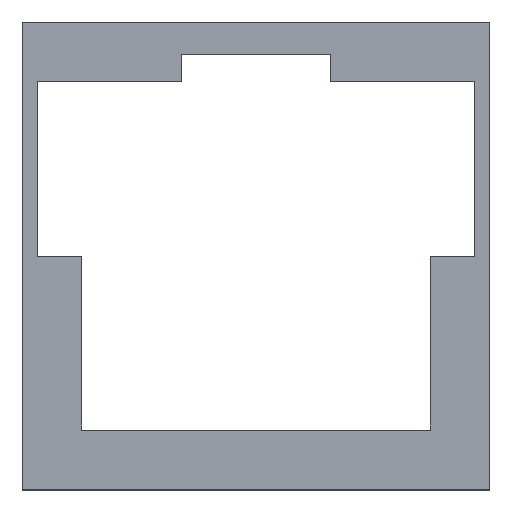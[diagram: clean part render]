
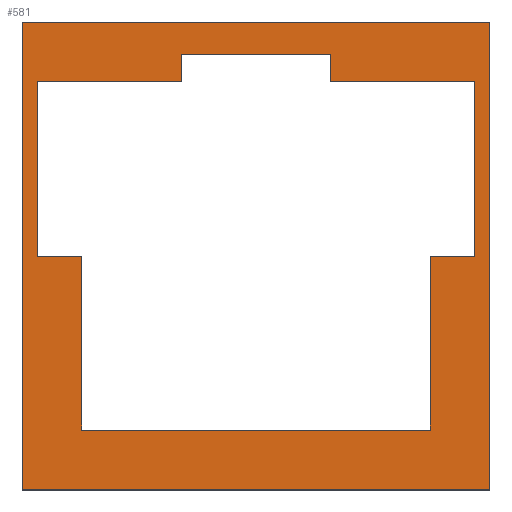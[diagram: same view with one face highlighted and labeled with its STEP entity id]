
A CAD part, top view. The second image highlights one B-rep face of the part: STEP entity #581.
In plain terms, the highlighted planar face has unit normal (0, 0, 1).
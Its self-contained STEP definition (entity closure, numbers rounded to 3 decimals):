
#159 = EDGE_CURVE('',#160,#162,#164,.T.);
#160 = VERTEX_POINT('',#161);
#161 = CARTESIAN_POINT('',(6.975,-0.025,0.));
#162 = VERTEX_POINT('',#163);
#163 = CARTESIAN_POINT('',(6.975,-6.975,0.));
#164 = LINE('',#165,#166);
#165 = CARTESIAN_POINT('',(6.975,-3.5,0.));
#166 = VECTOR('',#167,1.);
#167 = DIRECTION('',(0.,-1.,0.));
#190 = EDGE_CURVE('',#162,#191,#193,.T.);
#191 = VERTEX_POINT('',#192);
#192 = CARTESIAN_POINT('',(-6.975,-6.975,0.));
#193 = LINE('',#194,#195);
#194 = CARTESIAN_POINT('',(0.,-6.975,0.));
#195 = VECTOR('',#196,1.);
#196 = DIRECTION('',(-1.,0.,0.));
#214 = EDGE_CURVE('',#215,#191,#217,.T.);
#215 = VERTEX_POINT('',#216);
#216 = CARTESIAN_POINT('',(-6.975,-0.025,0.));
#217 = LINE('',#218,#219);
#218 = CARTESIAN_POINT('',(-6.975,-3.5,0.));
#219 = VECTOR('',#220,1.);
#220 = DIRECTION('',(0.,-1.,0.));
#238 = EDGE_CURVE('',#239,#215,#241,.T.);
#239 = VERTEX_POINT('',#240);
#240 = CARTESIAN_POINT('',(-8.775,-0.025,0.));
#241 = LINE('',#242,#243);
#242 = CARTESIAN_POINT('',(-7.875,-0.025,0.));
#243 = VECTOR('',#244,1.);
#244 = DIRECTION('',(1.,0.,0.));
#262 = EDGE_CURVE('',#263,#239,#265,.T.);
#263 = VERTEX_POINT('',#264);
#264 = CARTESIAN_POINT('',(-8.775,6.975,0.));
#265 = LINE('',#266,#267);
#266 = CARTESIAN_POINT('',(-8.775,3.475,0.));
#267 = VECTOR('',#268,1.);
#268 = DIRECTION('',(0.,-1.,0.));
#286 = EDGE_CURVE('',#287,#263,#289,.T.);
#287 = VERTEX_POINT('',#288);
#288 = CARTESIAN_POINT('',(-3.,6.975,0.));
#289 = LINE('',#290,#291);
#290 = CARTESIAN_POINT('',(-5.888,6.975,0.));
#291 = VECTOR('',#292,1.);
#292 = DIRECTION('',(-1.,0.,0.));
#310 = EDGE_CURVE('',#311,#287,#313,.T.);
#311 = VERTEX_POINT('',#312);
#312 = CARTESIAN_POINT('',(-3.,8.075,0.));
#313 = LINE('',#314,#315);
#314 = CARTESIAN_POINT('',(-3.,7.525,0.));
#315 = VECTOR('',#316,1.);
#316 = DIRECTION('',(0.,-1.,0.));
#334 = EDGE_CURVE('',#311,#335,#337,.T.);
#335 = VERTEX_POINT('',#336);
#336 = CARTESIAN_POINT('',(3.,8.075,0.));
#337 = LINE('',#338,#339);
#338 = CARTESIAN_POINT('',(0.,8.075,0.));
#339 = VECTOR('',#340,1.);
#340 = DIRECTION('',(1.,0.,0.));
#358 = EDGE_CURVE('',#335,#359,#361,.T.);
#359 = VERTEX_POINT('',#360);
#360 = CARTESIAN_POINT('',(3.,6.975,0.));
#361 = LINE('',#362,#363);
#362 = CARTESIAN_POINT('',(3.,7.525,0.));
#363 = VECTOR('',#364,1.);
#364 = DIRECTION('',(0.,-1.,0.));
#382 = EDGE_CURVE('',#359,#383,#385,.T.);
#383 = VERTEX_POINT('',#384);
#384 = CARTESIAN_POINT('',(8.775,6.975,0.));
#385 = LINE('',#386,#387);
#386 = CARTESIAN_POINT('',(5.888,6.975,0.));
#387 = VECTOR('',#388,1.);
#388 = DIRECTION('',(1.,0.,0.));
#406 = EDGE_CURVE('',#383,#407,#409,.T.);
#407 = VERTEX_POINT('',#408);
#408 = CARTESIAN_POINT('',(8.775,-0.025,0.));
#409 = LINE('',#410,#411);
#410 = CARTESIAN_POINT('',(8.775,3.475,0.));
#411 = VECTOR('',#412,1.);
#412 = DIRECTION('',(0.,-1.,0.));
#430 = EDGE_CURVE('',#431,#433,#435,.T.);
#431 = VERTEX_POINT('',#432);
#432 = CARTESIAN_POINT('',(9.375,-9.375,0.));
#433 = VERTEX_POINT('',#434);
#434 = CARTESIAN_POINT('',(-9.375,-9.375,0.));
#435 = LINE('',#436,#437);
#436 = CARTESIAN_POINT('',(0.,-9.375,0.));
#437 = VECTOR('',#438,1.);
#438 = DIRECTION('',(-1.,0.,0.));
#470 = EDGE_CURVE('',#431,#471,#473,.T.);
#471 = VERTEX_POINT('',#472);
#472 = CARTESIAN_POINT('',(9.375,9.375,0.));
#473 = LINE('',#474,#475);
#474 = CARTESIAN_POINT('',(9.375,0.,0.));
#475 = VECTOR('',#476,1.);
#476 = DIRECTION('',(0.,1.,0.));
#508 = EDGE_CURVE('',#471,#509,#511,.T.);
#509 = VERTEX_POINT('',#510);
#510 = CARTESIAN_POINT('',(-9.375,9.375,0.));
#511 = LINE('',#512,#513);
#512 = CARTESIAN_POINT('',(0.,9.375,0.));
#513 = VECTOR('',#514,1.);
#514 = DIRECTION('',(-1.,0.,0.));
#539 = EDGE_CURVE('',#433,#509,#540,.T.);
#540 = LINE('',#541,#542);
#541 = CARTESIAN_POINT('',(-9.375,0.,0.));
#542 = VECTOR('',#543,1.);
#543 = DIRECTION('',(0.,1.,0.));
#568 = EDGE_CURVE('',#407,#160,#569,.T.);
#569 = LINE('',#570,#571);
#570 = CARTESIAN_POINT('',(7.875,-0.025,0.));
#571 = VECTOR('',#572,1.);
#572 = DIRECTION('',(-1.,0.,0.));
#581 = ADVANCED_FACE('',(#582,#588),#602,.T.);
#582 = FACE_BOUND('',#583,.T.);
#583 = EDGE_LOOP('',(#584,#585,#586,#587));
#584 = ORIENTED_EDGE('',*,*,#430,.F.);
#585 = ORIENTED_EDGE('',*,*,#470,.T.);
#586 = ORIENTED_EDGE('',*,*,#508,.T.);
#587 = ORIENTED_EDGE('',*,*,#539,.F.);
#588 = FACE_BOUND('',#589,.T.);
#589 = EDGE_LOOP('',(#590,#591,#592,#593,#594,#595,#596,#597,#598,#599,
    #600,#601));
#590 = ORIENTED_EDGE('',*,*,#159,.T.);
#591 = ORIENTED_EDGE('',*,*,#190,.T.);
#592 = ORIENTED_EDGE('',*,*,#214,.F.);
#593 = ORIENTED_EDGE('',*,*,#238,.F.);
#594 = ORIENTED_EDGE('',*,*,#262,.F.);
#595 = ORIENTED_EDGE('',*,*,#286,.F.);
#596 = ORIENTED_EDGE('',*,*,#310,.F.);
#597 = ORIENTED_EDGE('',*,*,#334,.T.);
#598 = ORIENTED_EDGE('',*,*,#358,.T.);
#599 = ORIENTED_EDGE('',*,*,#382,.T.);
#600 = ORIENTED_EDGE('',*,*,#406,.T.);
#601 = ORIENTED_EDGE('',*,*,#568,.T.);
#602 = PLANE('',#603);
#603 = AXIS2_PLACEMENT_3D('',#604,#605,#606);
#604 = CARTESIAN_POINT('',(0.,0.,0.));
#605 = DIRECTION('',(0.,0.,1.));
#606 = DIRECTION('',(1.,0.,-0.));
